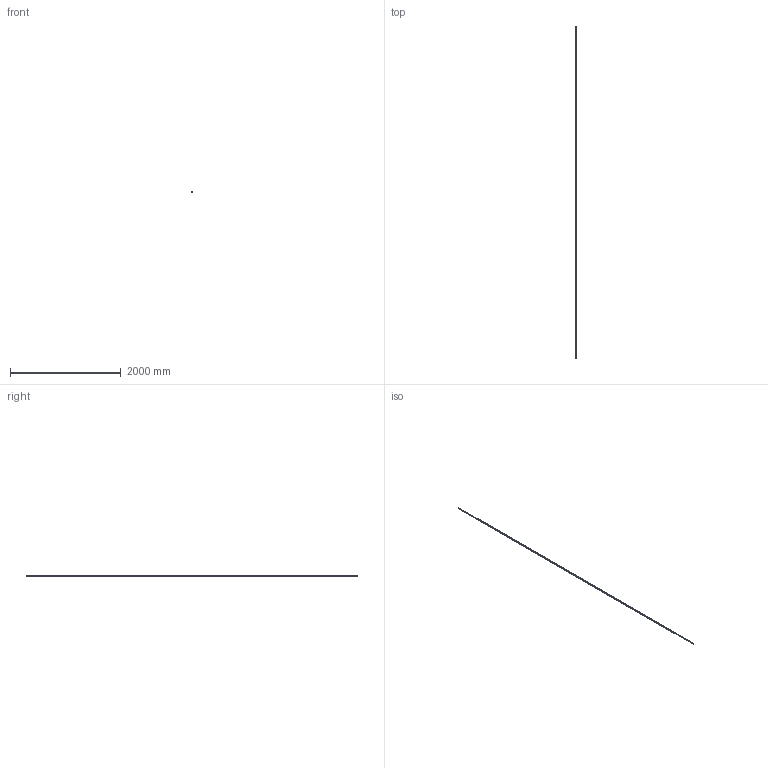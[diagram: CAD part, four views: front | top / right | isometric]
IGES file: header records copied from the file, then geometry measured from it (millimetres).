
Start section:  PTC IGES file: s0346-60214.igs
Global section: file name: s0346-60214.igs; native system: Pro/ENGINEER by Parametric Technology Corporation; preprocessor: 2006200; author: Andrea.Castagnoli; organization: Unknown; date: 20070622.124143; units: millimetre
Bounding box: 16.4 x 6000 x 16.54 mm (x, y, z)
Volume: 864348 mm3; surface area: 612890.8 mm2
Topology: 1 solids, 1 shells, 22 faces, 64 edges, 44 vertices
Faces by surface type: bspline 18, revolution 4
